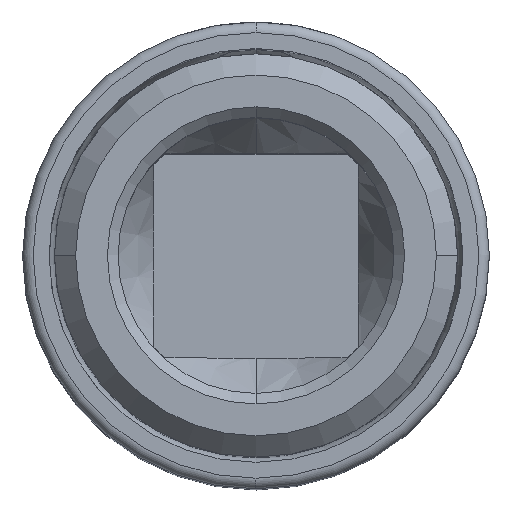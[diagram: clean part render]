
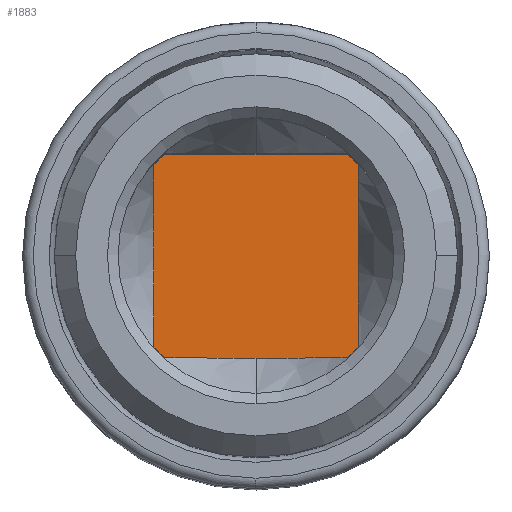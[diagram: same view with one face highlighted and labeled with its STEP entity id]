
A CAD part, top view. The second image highlights one B-rep face of the part: STEP entity #1883.
In plain terms, the highlighted face is planar.
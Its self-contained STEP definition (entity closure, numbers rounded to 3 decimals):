
#569=CARTESIAN_POINT('',(0.,0.,22.));
#570=DIRECTION('',(0.,0.,-1.));
#571=DIRECTION('',(0.746,-0.666,0.));
#572=AXIS2_PLACEMENT_3D('',#569,#570,#571);
#577=DIRECTION('',(0.,-1.,0.));
#578=VECTOR('',#577,8.589);
#579=CARTESIAN_POINT('',(4.813,4.294,22.));
#580=LINE('',#579,#578);
#584=CARTESIAN_POINT('',(0.,0.,22.));
#585=DIRECTION('',(0.,0.,-1.));
#586=DIRECTION('',(0.666,0.746,0.));
#587=AXIS2_PLACEMENT_3D('',#584,#585,#586);
#592=DIRECTION('',(1.,0.,0.));
#593=VECTOR('',#592,8.589);
#594=CARTESIAN_POINT('',(-4.294,4.813,22.));
#595=LINE('',#594,#593);
#599=CARTESIAN_POINT('',(0.,0.,22.));
#600=DIRECTION('',(0.,0.,-1.));
#601=DIRECTION('',(-0.746,0.666,0.));
#602=AXIS2_PLACEMENT_3D('',#599,#600,#601);
#607=DIRECTION('',(0.,1.,0.));
#608=VECTOR('',#607,8.589);
#609=CARTESIAN_POINT('',(-4.813,-4.294,22.));
#610=LINE('',#609,#608);
#614=CARTESIAN_POINT('',(0.,0.,22.));
#615=DIRECTION('',(0.,0.,-1.));
#616=DIRECTION('',(-0.666,-0.746,0.));
#617=AXIS2_PLACEMENT_3D('',#614,#615,#616);
#622=DIRECTION('',(-1.,0.,0.));
#623=VECTOR('',#622,8.589);
#624=CARTESIAN_POINT('',(4.294,-4.813,22.));
#625=LINE('',#624,#623);
#1369=CARTESIAN_POINT('',(4.294,-4.813,22.));
#1370=CARTESIAN_POINT('',(-4.294,-4.813,22.));
#1371=VERTEX_POINT('',#1369);
#1372=VERTEX_POINT('',#1370);
#1373=CARTESIAN_POINT('',(-4.813,-4.294,22.));
#1374=CARTESIAN_POINT('',(-4.813,4.294,22.));
#1375=VERTEX_POINT('',#1373);
#1376=VERTEX_POINT('',#1374);
#1377=CARTESIAN_POINT('',(-4.294,4.813,22.));
#1378=CARTESIAN_POINT('',(4.294,4.813,22.));
#1379=VERTEX_POINT('',#1377);
#1380=VERTEX_POINT('',#1378);
#1381=CARTESIAN_POINT('',(4.813,4.294,22.));
#1382=CARTESIAN_POINT('',(4.813,-4.294,22.));
#1383=VERTEX_POINT('',#1381);
#1384=VERTEX_POINT('',#1382);
#1864=CARTESIAN_POINT('',(0.,0.,22.));
#1865=DIRECTION('',(0.,0.,-1.));
#1866=DIRECTION('',(0.,1.,0.));
#1867=AXIS2_PLACEMENT_3D('',#1864,#1865,#1866);
#1868=PLANE('',#1867);
#1869=ORIENTED_EDGE('',*,*,#1858,.F.);
#1870=ORIENTED_EDGE('',*,*,#1759,.F.);
#1872=ORIENTED_EDGE('',*,*,#1871,.F.);
#1874=ORIENTED_EDGE('',*,*,#1873,.F.);
#1876=ORIENTED_EDGE('',*,*,#1875,.F.);
#1877=ORIENTED_EDGE('',*,*,#1805,.F.);
#1879=ORIENTED_EDGE('',*,*,#1878,.F.);
#1880=ORIENTED_EDGE('',*,*,#1844,.F.);
#1881=EDGE_LOOP('',(#1869,#1870,#1872,#1874,#1876,#1877,#1879,#1880));
#1882=FACE_OUTER_BOUND('',#1881,.F.);
#1883=ADVANCED_FACE('',(#1882),#1868,.T.);
#573=CIRCLE('',#572,6.45);
#588=CIRCLE('',#587,6.45);
#603=CIRCLE('',#602,6.45);
#618=CIRCLE('',#617,6.45);
#1759=EDGE_CURVE('',#1383,#1384,#580,.T.);
#1805=EDGE_CURVE('',#1375,#1376,#610,.T.);
#1844=EDGE_CURVE('',#1371,#1372,#625,.T.);
#1858=EDGE_CURVE('',#1384,#1371,#573,.T.);
#1871=EDGE_CURVE('',#1380,#1383,#588,.T.);
#1873=EDGE_CURVE('',#1379,#1380,#595,.T.);
#1875=EDGE_CURVE('',#1376,#1379,#603,.T.);
#1878=EDGE_CURVE('',#1372,#1375,#618,.T.);
